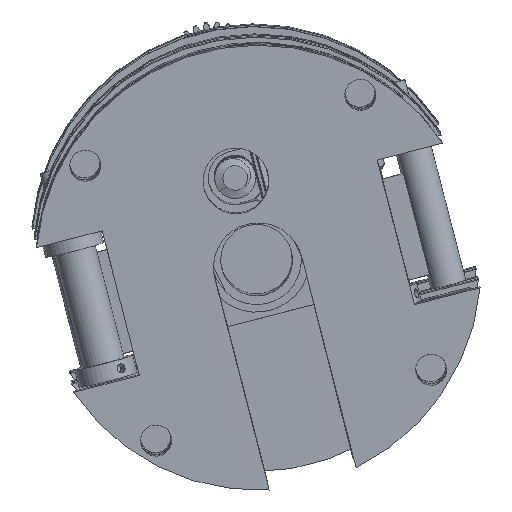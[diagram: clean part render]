
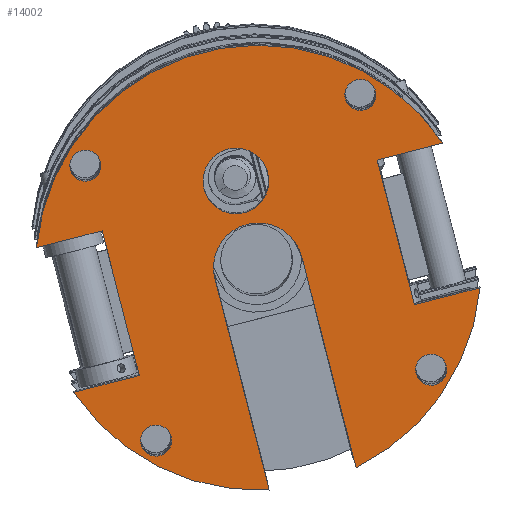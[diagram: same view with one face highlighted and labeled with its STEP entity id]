
A CAD part, front view. The second image highlights one B-rep face of the part: STEP entity #14002.
In plain terms, the highlighted face is planar.
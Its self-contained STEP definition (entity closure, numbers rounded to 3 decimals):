
#295=FACE_BOUND('',#2453,.T.);
#296=FACE_BOUND('',#2454,.T.);
#297=FACE_BOUND('',#2455,.T.);
#298=FACE_BOUND('',#2456,.T.);
#299=FACE_BOUND('',#2457,.T.);
#824=PLANE('',#16568);
#1552=FACE_OUTER_BOUND('',#2452,.T.);
#2452=EDGE_LOOP('',(#12703,#12704,#12705,#12706,#12707,#12708,#12709,#12710,
#12711,#12712,#12713,#12714));
#2453=EDGE_LOOP('',(#12715));
#2454=EDGE_LOOP('',(#12716));
#2455=EDGE_LOOP('',(#12717));
#2456=EDGE_LOOP('',(#12718));
#2457=EDGE_LOOP('',(#12719));
#3232=LINE('',#27875,#4032);
#3235=LINE('',#27881,#4035);
#3238=LINE('',#27887,#4038);
#3242=LINE('',#27899,#4042);
#3246=LINE('',#27911,#4046);
#3250=LINE('',#27923,#4050);
#3253=LINE('',#27929,#4053);
#3256=LINE('',#27934,#4056);
#4032=VECTOR('',#21261,10.);
#4035=VECTOR('',#21266,10.);
#4038=VECTOR('',#21271,10.);
#4042=VECTOR('',#21283,10.);
#4046=VECTOR('',#21295,10.);
#4050=VECTOR('',#21307,10.);
#4053=VECTOR('',#21312,10.);
#4056=VECTOR('',#21317,10.);
#5196=CIRCLE('',#16534,5.2);
#5198=CIRCLE('',#16537,5.2);
#5200=CIRCLE('',#16540,5.2);
#5202=CIRCLE('',#16543,5.2);
#5204=CIRCLE('',#16546,11.);
#5205=CIRCLE('',#16548,74.5);
#5207=CIRCLE('',#16554,74.5);
#5209=CIRCLE('',#16558,15.);
#5211=CIRCLE('',#16562,74.5);
#6552=VERTEX_POINT('',#27837);
#6554=VERTEX_POINT('',#27843);
#6556=VERTEX_POINT('',#27849);
#6558=VERTEX_POINT('',#27855);
#6560=VERTEX_POINT('',#27861);
#6561=VERTEX_POINT('',#27865);
#6562=VERTEX_POINT('',#27866);
#6565=VERTEX_POINT('',#27874);
#6567=VERTEX_POINT('',#27880);
#6569=VERTEX_POINT('',#27886);
#6571=VERTEX_POINT('',#27892);
#6573=VERTEX_POINT('',#27898);
#6575=VERTEX_POINT('',#27904);
#6577=VERTEX_POINT('',#27910);
#6579=VERTEX_POINT('',#27916);
#6581=VERTEX_POINT('',#27922);
#6583=VERTEX_POINT('',#27928);
#8581=EDGE_CURVE('',#6552,#6552,#5196,.T.);
#8584=EDGE_CURVE('',#6554,#6554,#5198,.T.);
#8587=EDGE_CURVE('',#6556,#6556,#5200,.T.);
#8590=EDGE_CURVE('',#6558,#6558,#5202,.T.);
#8593=EDGE_CURVE('',#6560,#6560,#5204,.T.);
#8594=EDGE_CURVE('',#6561,#6562,#5205,.T.);
#8598=EDGE_CURVE('',#6565,#6561,#3232,.T.);
#8601=EDGE_CURVE('',#6567,#6565,#3235,.T.);
#8604=EDGE_CURVE('',#6569,#6567,#3238,.T.);
#8607=EDGE_CURVE('',#6571,#6569,#5207,.T.);
#8610=EDGE_CURVE('',#6573,#6571,#3242,.T.);
#8613=EDGE_CURVE('',#6575,#6573,#5209,.T.);
#8616=EDGE_CURVE('',#6577,#6575,#3246,.T.);
#8619=EDGE_CURVE('',#6579,#6577,#5211,.T.);
#8622=EDGE_CURVE('',#6581,#6579,#3250,.T.);
#8625=EDGE_CURVE('',#6583,#6581,#3253,.T.);
#8628=EDGE_CURVE('',#6562,#6583,#3256,.T.);
#12703=ORIENTED_EDGE('',*,*,#8628,.F.);
#12704=ORIENTED_EDGE('',*,*,#8594,.F.);
#12705=ORIENTED_EDGE('',*,*,#8598,.F.);
#12706=ORIENTED_EDGE('',*,*,#8601,.F.);
#12707=ORIENTED_EDGE('',*,*,#8604,.F.);
#12708=ORIENTED_EDGE('',*,*,#8607,.F.);
#12709=ORIENTED_EDGE('',*,*,#8610,.F.);
#12710=ORIENTED_EDGE('',*,*,#8613,.F.);
#12711=ORIENTED_EDGE('',*,*,#8616,.F.);
#12712=ORIENTED_EDGE('',*,*,#8619,.F.);
#12713=ORIENTED_EDGE('',*,*,#8622,.F.);
#12714=ORIENTED_EDGE('',*,*,#8625,.F.);
#12715=ORIENTED_EDGE('',*,*,#8593,.F.);
#12716=ORIENTED_EDGE('',*,*,#8590,.F.);
#12717=ORIENTED_EDGE('',*,*,#8587,.F.);
#12718=ORIENTED_EDGE('',*,*,#8584,.F.);
#12719=ORIENTED_EDGE('',*,*,#8581,.F.);
#14002=ADVANCED_FACE('',(#1552,#295,#296,#297,#298,#299),#824,.F.);
#16534=AXIS2_PLACEMENT_3D('',#27839,#21221,#21222);
#16537=AXIS2_PLACEMENT_3D('',#27845,#21228,#21229);
#16540=AXIS2_PLACEMENT_3D('',#27851,#21235,#21236);
#16543=AXIS2_PLACEMENT_3D('',#27857,#21242,#21243);
#16546=AXIS2_PLACEMENT_3D('',#27863,#21249,#21250);
#16548=AXIS2_PLACEMENT_3D('',#27867,#21253,#21254);
#16554=AXIS2_PLACEMENT_3D('',#27893,#21276,#21277);
#16558=AXIS2_PLACEMENT_3D('',#27905,#21288,#21289);
#16562=AXIS2_PLACEMENT_3D('',#27917,#21300,#21301);
#16568=AXIS2_PLACEMENT_3D('',#27937,#21321,#21322);
#21221=DIRECTION('center_axis',(0.,-1.,0.));
#21222=DIRECTION('ref_axis',(1.,0.,0.));
#21228=DIRECTION('center_axis',(0.,-1.,0.));
#21229=DIRECTION('ref_axis',(1.,0.,0.));
#21235=DIRECTION('center_axis',(0.,-1.,0.));
#21236=DIRECTION('ref_axis',(1.,0.,0.));
#21242=DIRECTION('center_axis',(0.,-1.,0.));
#21243=DIRECTION('ref_axis',(1.,0.,0.));
#21249=DIRECTION('center_axis',(0.,-1.,0.));
#21250=DIRECTION('ref_axis',(1.,0.,0.));
#21253=DIRECTION('center_axis',(0.,1.,0.));
#21254=DIRECTION('ref_axis',(-0.942,0.,0.336));
#21261=DIRECTION('',(-1.,0.,0.));
#21266=DIRECTION('',(0.,0.,1.));
#21271=DIRECTION('',(1.,0.,0.));
#21276=DIRECTION('center_axis',(0.,1.,0.));
#21277=DIRECTION('ref_axis',(-0.201,0.,-0.98));
#21283=DIRECTION('',(0.,0.,-1.));
#21288=DIRECTION('center_axis',(0.,-1.,0.));
#21289=DIRECTION('ref_axis',(1.,0.,0.));
#21295=DIRECTION('',(0.,0.,1.));
#21300=DIRECTION('center_axis',(0.,1.,0.));
#21301=DIRECTION('ref_axis',(0.942,0.,-0.336));
#21307=DIRECTION('',(1.,0.,0.));
#21312=DIRECTION('',(0.,0.,-1.));
#21317=DIRECTION('',(-1.,0.,0.));
#21321=DIRECTION('center_axis',(0.,1.,0.));
#21322=DIRECTION('ref_axis',(0.,0.,1.));
#27837=CARTESIAN_POINT('',(-52.7,0.,-47.5));
#27839=CARTESIAN_POINT('Origin',(-47.5,0.,-47.5));
#27843=CARTESIAN_POINT('',(42.3,0.,-47.5));
#27845=CARTESIAN_POINT('Origin',(47.5,0.,-47.5));
#27849=CARTESIAN_POINT('',(42.3,0.,47.5));
#27851=CARTESIAN_POINT('Origin',(47.5,0.,47.5));
#27855=CARTESIAN_POINT('',(-52.7,0.,47.5));
#27857=CARTESIAN_POINT('Origin',(-47.5,0.,47.5));
#27861=CARTESIAN_POINT('',(-11.,0.,30.));
#27863=CARTESIAN_POINT('Origin',(0.,0.,30.));
#27865=CARTESIAN_POINT('',(-70.18,0.,25.));
#27866=CARTESIAN_POINT('',(70.18,0.,25.));
#27867=CARTESIAN_POINT('Origin',(0.,0.,0.));
#27874=CARTESIAN_POINT('',(-47.5,0.,25.));
#27875=CARTESIAN_POINT('',(-47.5,0.,25.));
#27880=CARTESIAN_POINT('',(-47.5,0.,-25.));
#27881=CARTESIAN_POINT('',(-47.5,0.,-25.));
#27886=CARTESIAN_POINT('',(-70.18,0.,-25.));
#27887=CARTESIAN_POINT('',(-70.18,0.,-25.));
#27892=CARTESIAN_POINT('',(-15.,0.,-72.974));
#27893=CARTESIAN_POINT('Origin',(0.,0.,0.));
#27898=CARTESIAN_POINT('',(-15.,0.,0.));
#27899=CARTESIAN_POINT('',(-15.,0.,0.));
#27904=CARTESIAN_POINT('',(15.,0.,0.));
#27905=CARTESIAN_POINT('Origin',(0.,0.,0.));
#27910=CARTESIAN_POINT('',(15.,0.,-72.974));
#27911=CARTESIAN_POINT('',(15.,0.,-72.974));
#27916=CARTESIAN_POINT('',(70.18,0.,-25.));
#27917=CARTESIAN_POINT('Origin',(0.,0.,0.));
#27922=CARTESIAN_POINT('',(47.5,0.,-25.));
#27923=CARTESIAN_POINT('',(47.5,0.,-25.));
#27928=CARTESIAN_POINT('',(47.5,0.,25.));
#27929=CARTESIAN_POINT('',(47.5,0.,25.));
#27934=CARTESIAN_POINT('',(70.18,0.,25.));
#27937=CARTESIAN_POINT('Origin',(0.,0.,0.763));
